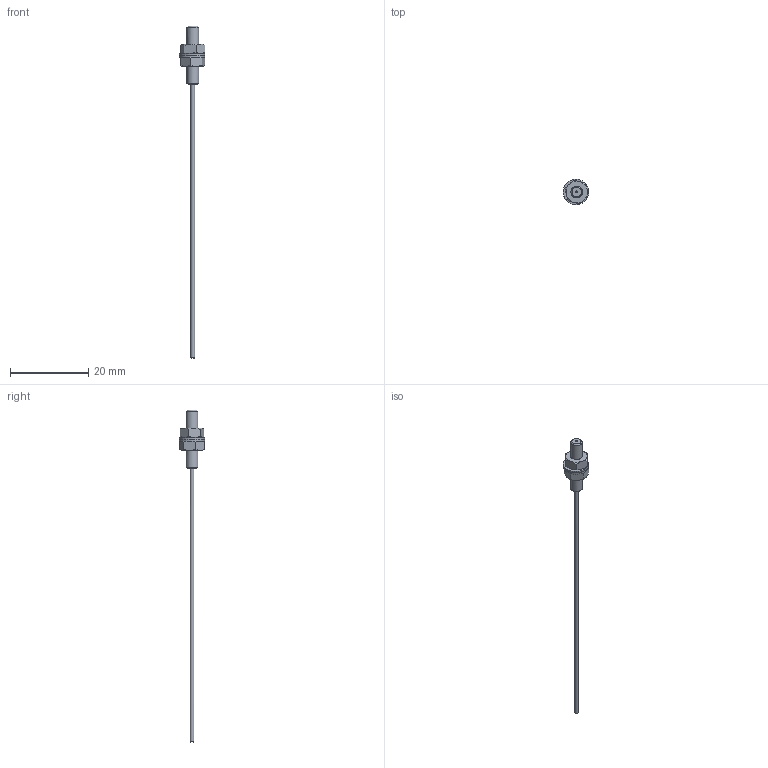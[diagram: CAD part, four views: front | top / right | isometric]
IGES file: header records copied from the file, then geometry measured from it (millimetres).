
Global section: file name: GPF-T005; native system: Autodesk Inventor 2018; preprocessor: unknown; author: Y.U.HONG; date: 20181217.103456; units: millimetre
Bounding box: 6.53 x 6.5 x 85 mm (x, y, z)
Volume: 274.8 mm3; surface area: 711.9 mm2
Topology: 5 solids, 5 shells, 39 faces, 82 edges, 54 vertices
Faces by surface type: bspline 39
